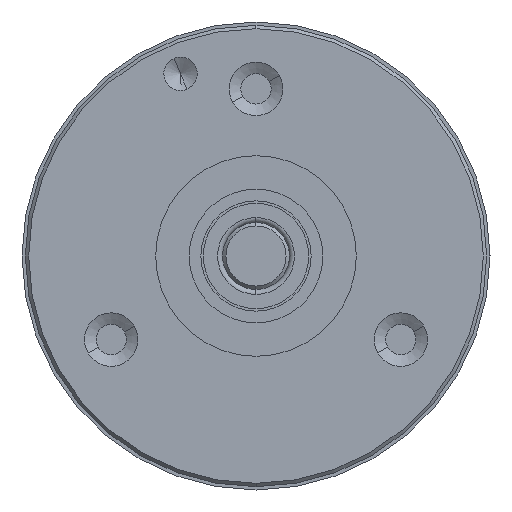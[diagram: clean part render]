
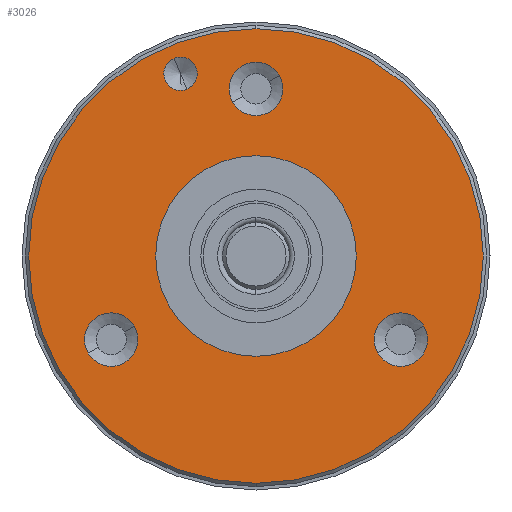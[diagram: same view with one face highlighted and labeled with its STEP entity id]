
A CAD part, left-side view. The second image highlights one B-rep face of the part: STEP entity #3026.
In plain terms, the highlighted planar face has unit normal (-1, 0, 0).
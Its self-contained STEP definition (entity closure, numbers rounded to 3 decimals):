
#3026=ADVANCED_FACE('',(#6056,#6057,#6058,#6059,#6060,#6061),#6062,.T.);
#6056=FACE_BOUND('',#9516,.T.);
#6057=FACE_OUTER_BOUND('',#9517,.T.);
#6058=FACE_BOUND('',#9518,.T.);
#6059=FACE_BOUND('',#9519,.T.);
#6060=FACE_BOUND('',#9520,.T.);
#6061=FACE_BOUND('',#9521,.T.);
#6062=PLANE('',#9522);
#9516=EDGE_LOOP('',(#18193,#18194));
#9517=EDGE_LOOP('',(#18195,#18196));
#9518=EDGE_LOOP('',(#18197,#18198));
#9519=EDGE_LOOP('',(#18199,#18200));
#9520=EDGE_LOOP('',(#18201,#18202));
#9521=EDGE_LOOP('',(#18203,#18204));
#9522=AXIS2_PLACEMENT_3D('',#18205,#18206,#18207);
#18193=ORIENTED_EDGE('',*,*,#21733,.T.);
#18194=ORIENTED_EDGE('',*,*,#21735,.T.);
#18195=ORIENTED_EDGE('',*,*,#21720,.T.);
#18196=ORIENTED_EDGE('',*,*,#21741,.T.);
#18197=ORIENTED_EDGE('',*,*,#21699,.T.);
#18198=ORIENTED_EDGE('',*,*,#21753,.T.);
#18199=ORIENTED_EDGE('',*,*,#21674,.T.);
#18200=ORIENTED_EDGE('',*,*,#21767,.T.);
#18201=ORIENTED_EDGE('',*,*,#21649,.T.);
#18202=ORIENTED_EDGE('',*,*,#21781,.T.);
#18203=ORIENTED_EDGE('',*,*,#21640,.T.);
#18204=ORIENTED_EDGE('',*,*,#21785,.T.);
#18205=CARTESIAN_POINT('',(0.0,0.0,4.95));
#18206=DIRECTION('',(-1.0,-0.0,-0.0));
#18207=DIRECTION('',(0.0,0.0,-1.0));
#21640=EDGE_CURVE('',#26636,#26640,#26642,.T.);
#21649=EDGE_CURVE('',#26653,#26655,#26657,.T.);
#21674=EDGE_CURVE('',#26692,#26694,#26696,.T.);
#21699=EDGE_CURVE('',#26731,#26733,#26735,.T.);
#21720=EDGE_CURVE('',#26761,#26764,#26766,.T.);
#21733=EDGE_CURVE('',#26781,#26784,#26786,.T.);
#21735=EDGE_CURVE('',#26784,#26781,#26788,.T.);
#21741=EDGE_CURVE('',#26764,#26761,#26794,.T.);
#21753=EDGE_CURVE('',#26733,#26731,#26806,.T.);
#21767=EDGE_CURVE('',#26694,#26692,#26820,.T.);
#21781=EDGE_CURVE('',#26655,#26653,#26834,.T.);
#21785=EDGE_CURVE('',#26640,#26636,#26838,.T.);
#26636=VERTEX_POINT('',#33487);
#26640=VERTEX_POINT('',#33492);
#26642=CIRCLE('',#33495,3.0);
#26653=VERTEX_POINT('',#33508);
#26655=VERTEX_POINT('',#33511);
#26657=CIRCLE('',#33514,0.8);
#26692=VERTEX_POINT('',#33559);
#26694=VERTEX_POINT('',#33562);
#26696=CIRCLE('',#33565,0.8);
#26731=VERTEX_POINT('',#33610);
#26733=VERTEX_POINT('',#33613);
#26735=CIRCLE('',#33616,0.8);
#26761=VERTEX_POINT('',#33650);
#26764=VERTEX_POINT('',#33654);
#26766=CIRCLE('',#33657,6.8);
#26781=VERTEX_POINT('',#33676);
#26784=VERTEX_POINT('',#33680);
#26786=CIRCLE('',#33683,0.5);
#26788=CIRCLE('',#33685,0.5);
#26794=CIRCLE('',#33691,6.8);
#26806=CIRCLE('',#33703,0.8);
#26820=CIRCLE('',#33717,0.8);
#26834=CIRCLE('',#33731,0.8);
#26838=CIRCLE('',#33735,3.0);
#33487=CARTESIAN_POINT('',(0.0,0.0,3.0));
#33492=CARTESIAN_POINT('',(0.0,0.,-3.0));
#33495=AXIS2_PLACEMENT_3D('',#37444,#37445,#37446);
#33508=CARTESIAN_POINT('',(0.,5.023,-2.9));
#33511=CARTESIAN_POINT('',(0.,3.637,-2.1));
#33514=AXIS2_PLACEMENT_3D('',#37457,#37458,#37459);
#33559=CARTESIAN_POINT('',(0.,0.693,4.6));
#33562=CARTESIAN_POINT('',(0.,-0.693,5.4));
#33565=AXIS2_PLACEMENT_3D('',#37490,#37491,#37492);
#33610=CARTESIAN_POINT('',(0.,-3.637,-2.9));
#33613=CARTESIAN_POINT('',(0.,-5.023,-2.1));
#33616=AXIS2_PLACEMENT_3D('',#37523,#37524,#37525);
#33650=CARTESIAN_POINT('',(0.,0.0,6.8));
#33654=CARTESIAN_POINT('',(0.0,0.,-6.8));
#33657=AXIS2_PLACEMENT_3D('',#37551,#37552,#37553);
#33676=CARTESIAN_POINT('',(0.0,2.449,5.913));
#33680=CARTESIAN_POINT('',(0.0,2.066,4.989));
#33683=AXIS2_PLACEMENT_3D('',#37569,#37570,#37571);
#33685=AXIS2_PLACEMENT_3D('',#37572,#37573,#37574);
#33691=AXIS2_PLACEMENT_3D('',#37581,#37582,#37583);
#33703=AXIS2_PLACEMENT_3D('',#37599,#37600,#37601);
#33717=AXIS2_PLACEMENT_3D('',#37620,#37621,#37622);
#33731=AXIS2_PLACEMENT_3D('',#37641,#37642,#37643);
#33735=AXIS2_PLACEMENT_3D('',#37647,#37648,#37649);
#37444=CARTESIAN_POINT('',(0.0,0.0,0.0));
#37445=DIRECTION('',(1.0,0.0,-0.0));
#37446=DIRECTION('',(0.0,0.0,1.0));
#37457=CARTESIAN_POINT('',(0.,4.33,-2.5));
#37458=DIRECTION('',(1.0,0.0,0.0));
#37459=DIRECTION('',(0.0,0.866,-0.5));
#37490=CARTESIAN_POINT('',(0.,0.0,5.0));
#37491=DIRECTION('',(1.0,0.0,0.0));
#37492=DIRECTION('',(0.0,0.866,-0.5));
#37523=CARTESIAN_POINT('',(0.,-4.33,-2.5));
#37524=DIRECTION('',(1.0,0.0,0.0));
#37525=DIRECTION('',(0.0,0.866,-0.5));
#37551=CARTESIAN_POINT('',(0.0,0.0,0.0));
#37552=DIRECTION('',(-1.0,0.0,0.0));
#37553=DIRECTION('',(0.0,0.0,1.0));
#37569=CARTESIAN_POINT('',(0.0,2.258,5.451));
#37570=DIRECTION('',(1.0,0.0,-0.0));
#37571=DIRECTION('',(0.0,0.383,0.924));
#37572=CARTESIAN_POINT('',(0.0,2.258,5.451));
#37573=DIRECTION('',(1.0,0.0,-0.0));
#37574=DIRECTION('',(0.0,0.383,0.924));
#37581=CARTESIAN_POINT('',(0.0,0.0,0.0));
#37582=DIRECTION('',(-1.0,0.0,0.0));
#37583=DIRECTION('',(0.0,0.0,1.0));
#37599=CARTESIAN_POINT('',(0.,-4.33,-2.5));
#37600=DIRECTION('',(1.0,0.0,0.0));
#37601=DIRECTION('',(0.0,0.866,-0.5));
#37620=CARTESIAN_POINT('',(0.,0.0,5.0));
#37621=DIRECTION('',(1.0,0.0,0.0));
#37622=DIRECTION('',(0.0,0.866,-0.5));
#37641=CARTESIAN_POINT('',(0.,4.33,-2.5));
#37642=DIRECTION('',(1.0,0.0,0.0));
#37643=DIRECTION('',(0.0,0.866,-0.5));
#37647=CARTESIAN_POINT('',(0.0,0.0,0.0));
#37648=DIRECTION('',(1.0,0.0,-0.0));
#37649=DIRECTION('',(0.0,0.0,1.0));
